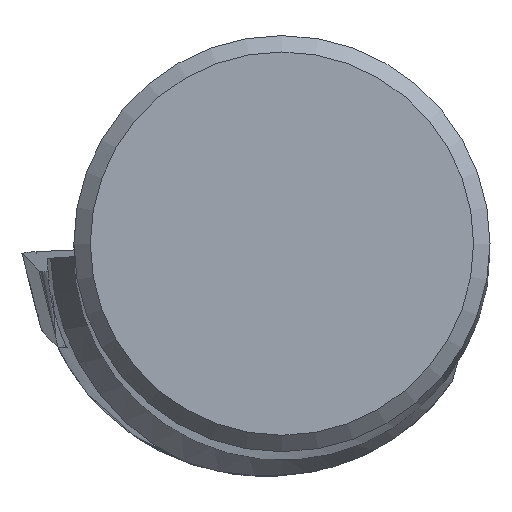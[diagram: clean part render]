
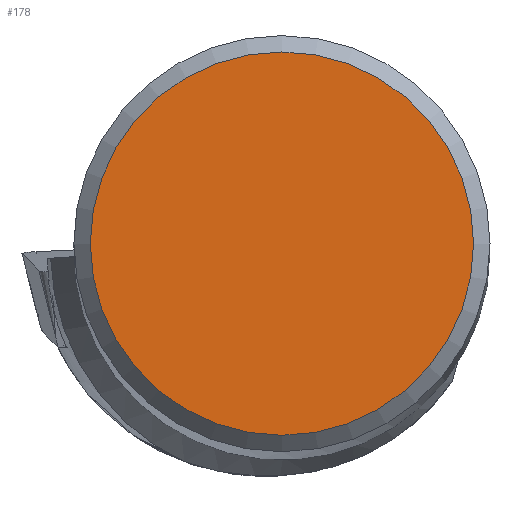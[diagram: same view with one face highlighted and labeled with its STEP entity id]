
A CAD part, top view. The second image highlights one B-rep face of the part: STEP entity #178.
In plain terms, the highlighted planar face has unit normal (0, 0, 1).
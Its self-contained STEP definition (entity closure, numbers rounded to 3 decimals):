
#141=FACE_OUTER_BOUND('',#365,.T.);
#178=ADVANCED_FACE('',(#141),#203,.T.);
#203=PLANE('',#889);
#365=EDGE_LOOP('',(#495));
#495=ORIENTED_EDGE('',*,*,#710,.T.);
#627=VERTEX_POINT('',#1429);
#710=EDGE_CURVE('',#627,#627,#756,.T.);
#756=CIRCLE('',#888,5.843);
#888=AXIS2_PLACEMENT_3D('',#1428,#1048,#1049);
#889=AXIS2_PLACEMENT_3D('',#1430,#1050,#1051);
#1048=DIRECTION('',(0.,0.,1.));
#1049=DIRECTION('',(1.,0.,0.));
#1050=DIRECTION('',(0.,0.,1.));
#1051=DIRECTION('',(1.,0.,0.));
#1428=CARTESIAN_POINT('',(0.,0.,0.));
#1429=CARTESIAN_POINT('',(5.843,0.,0.));
#1430=CARTESIAN_POINT('',(0.,0.,
0.));
